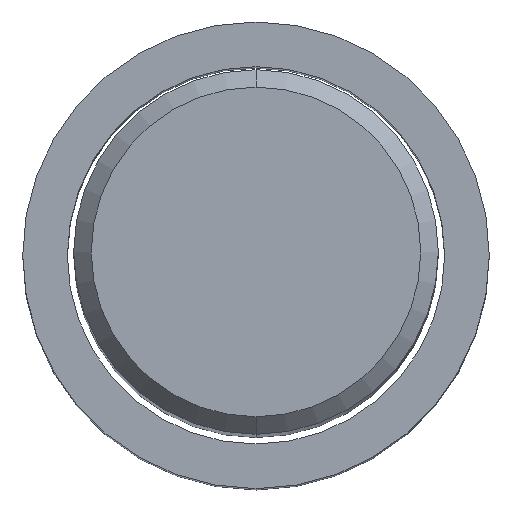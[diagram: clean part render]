
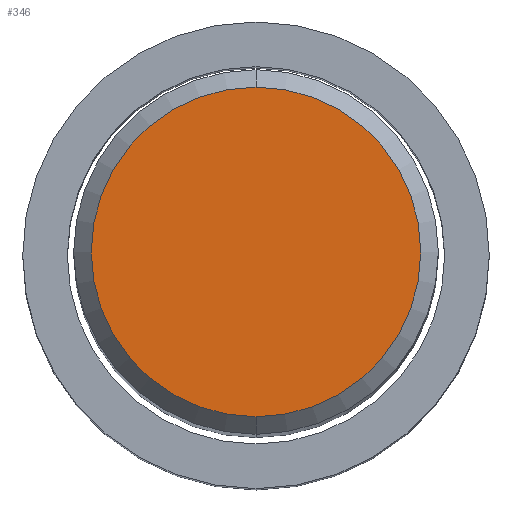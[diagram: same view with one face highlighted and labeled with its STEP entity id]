
A CAD part, top view. The second image highlights one B-rep face of the part: STEP entity #346.
In plain terms, the highlighted planar face has unit normal (0, 0, 1).
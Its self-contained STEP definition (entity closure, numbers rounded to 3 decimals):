
#174=EDGE_CURVE('',#214,#384,#471,.T.);
#214=VERTEX_POINT('',#515);
#240=EDGE_CURVE('',#384,#214,#541,.T.);
#346=ADVANCED_FACE('',(#656),#657,.T.);
#384=VERTEX_POINT('',#702);
#471=CIRCLE('',#790,5.65);
#515=CARTESIAN_POINT('',(0.,-5.65,0.0));
#541=CIRCLE('',#944,5.65);
#656=FACE_OUTER_BOUND('',#1201,.T.);
#657=PLANE('',#1202);
#702=CARTESIAN_POINT('',(0.0,5.65,0.0));
#790=AXIS2_PLACEMENT_3D('',#1456,#1457,#1458);
#944=AXIS2_PLACEMENT_3D('',#1506,#1507,#1508);
#1201=EDGE_LOOP('',(#1636,#1637));
#1202=AXIS2_PLACEMENT_3D('',#1638,#1639,#1640);
#1456=CARTESIAN_POINT('',(0.0,0.0,0.0));
#1457=DIRECTION('',(0.0,0.0,-1.0));
#1458=DIRECTION('',(0.0,1.0,0.0));
#1506=CARTESIAN_POINT('',(0.0,0.0,0.0));
#1507=DIRECTION('',(0.0,0.0,-1.0));
#1508=DIRECTION('',(0.0,1.0,0.0));
#1636=ORIENTED_EDGE('',*,*,#240,.F.);
#1637=ORIENTED_EDGE('',*,*,#174,.F.);
#1638=CARTESIAN_POINT('',(0.0,2.825,0.0));
#1639=DIRECTION('',(-0.0,0.0,1.0));
#1640=DIRECTION('',(0.0,-1.0,0.0));
